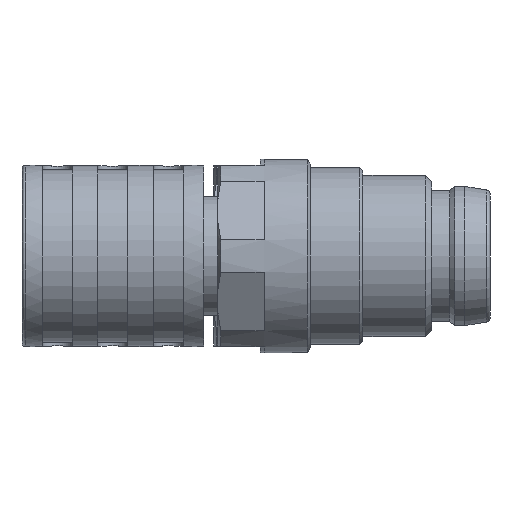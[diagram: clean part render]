
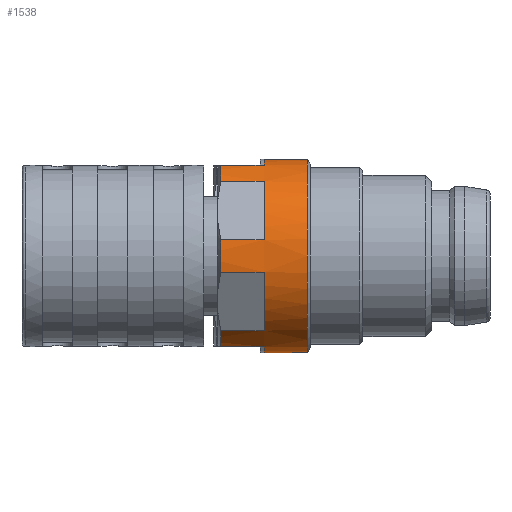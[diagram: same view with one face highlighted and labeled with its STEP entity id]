
A CAD part, front view. The second image highlights one B-rep face of the part: STEP entity #1538.
In plain terms, the highlighted cylindrical face has radius 4.8 mm (diameter 9.6 mm), a full revolution.
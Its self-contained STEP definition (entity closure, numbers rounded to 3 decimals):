
#377=LINE('',#8615,#715);
#378=LINE('',#8619,#716);
#379=LINE('',#8620,#717);
#380=LINE('',#8624,#718);
#381=LINE('',#8625,#719);
#382=LINE('',#8629,#720);
#383=LINE('',#8630,#721);
#384=LINE('',#8634,#722);
#385=LINE('',#8635,#723);
#386=LINE('',#8639,#724);
#387=LINE('',#8640,#725);
#388=LINE('',#8644,#726);
#715=VECTOR('',#6874,1.);
#716=VECTOR('',#6877,1.);
#717=VECTOR('',#6878,1.);
#718=VECTOR('',#6881,1.);
#719=VECTOR('',#6882,1.);
#720=VECTOR('',#6885,1.);
#721=VECTOR('',#6886,1.);
#722=VECTOR('',#6889,1.);
#723=VECTOR('',#6890,1.);
#724=VECTOR('',#6893,1.);
#725=VECTOR('',#6894,1.);
#726=VECTOR('',#6897,1.);
#1538=ADVANCED_FACE('',(#1874,#1875),#1717,.T.);
#1717=CYLINDRICAL_SURFACE('',#5629,4.8);
#1874=FACE_BOUND('',#2186,.T.);
#1875=FACE_BOUND('',#2187,.T.);
#2186=EDGE_LOOP('',(#3252));
#2187=EDGE_LOOP('',(#3253,#3254,#3255,#3256,#3257,#3258,#3259,#3260,#3261,
#3262,#3263,#3264,#3265,#3266,#3267,#3268,#3269,#3270,#3271,#3272,#3273,
#3274,#3275,#3276));
#3252=ORIENTED_EDGE('',*,*,#4703,.T.);
#3253=ORIENTED_EDGE('',*,*,#4716,.F.);
#3254=ORIENTED_EDGE('',*,*,#4717,.T.);
#3255=ORIENTED_EDGE('',*,*,#4718,.F.);
#3256=ORIENTED_EDGE('',*,*,#4715,.T.);
#3257=ORIENTED_EDGE('',*,*,#4719,.F.);
#3258=ORIENTED_EDGE('',*,*,#4720,.T.);
#3259=ORIENTED_EDGE('',*,*,#4721,.F.);
#3260=ORIENTED_EDGE('',*,*,#4705,.T.);
#3261=ORIENTED_EDGE('',*,*,#4722,.F.);
#3262=ORIENTED_EDGE('',*,*,#4723,.T.);
#3263=ORIENTED_EDGE('',*,*,#4724,.F.);
#3264=ORIENTED_EDGE('',*,*,#4707,.T.);
#3265=ORIENTED_EDGE('',*,*,#4725,.F.);
#3266=ORIENTED_EDGE('',*,*,#4726,.T.);
#3267=ORIENTED_EDGE('',*,*,#4727,.F.);
#3268=ORIENTED_EDGE('',*,*,#4709,.T.);
#3269=ORIENTED_EDGE('',*,*,#4728,.F.);
#3270=ORIENTED_EDGE('',*,*,#4729,.T.);
#3271=ORIENTED_EDGE('',*,*,#4730,.F.);
#3272=ORIENTED_EDGE('',*,*,#4711,.T.);
#3273=ORIENTED_EDGE('',*,*,#4731,.F.);
#3274=ORIENTED_EDGE('',*,*,#4732,.T.);
#3275=ORIENTED_EDGE('',*,*,#4733,.F.);
#3276=ORIENTED_EDGE('',*,*,#4713,.T.);
#4066=VERTEX_POINT('',#8583);
#4067=VERTEX_POINT('',#8586);
#4068=VERTEX_POINT('',#8587);
#4069=VERTEX_POINT('',#8591);
#4070=VERTEX_POINT('',#8592);
#4071=VERTEX_POINT('',#8596);
#4072=VERTEX_POINT('',#8597);
#4073=VERTEX_POINT('',#8601);
#4074=VERTEX_POINT('',#8602);
#4075=VERTEX_POINT('',#8606);
#4076=VERTEX_POINT('',#8607);
#4077=VERTEX_POINT('',#8611);
#4078=VERTEX_POINT('',#8612);
#4079=VERTEX_POINT('',#8616);
#4080=VERTEX_POINT('',#8618);
#4081=VERTEX_POINT('',#8621);
#4082=VERTEX_POINT('',#8623);
#4083=VERTEX_POINT('',#8626);
#4084=VERTEX_POINT('',#8628);
#4085=VERTEX_POINT('',#8631);
#4086=VERTEX_POINT('',#8633);
#4087=VERTEX_POINT('',#8636);
#4088=VERTEX_POINT('',#8638);
#4089=VERTEX_POINT('',#8641);
#4090=VERTEX_POINT('',#8643);
#4703=EDGE_CURVE('',#4066,#4066,#5131,.T.);
#4705=EDGE_CURVE('',#4067,#4068,#5132,.T.);
#4707=EDGE_CURVE('',#4069,#4070,#5133,.T.);
#4709=EDGE_CURVE('',#4071,#4072,#5134,.T.);
#4711=EDGE_CURVE('',#4073,#4074,#5135,.T.);
#4713=EDGE_CURVE('',#4075,#4076,#5136,.T.);
#4715=EDGE_CURVE('',#4077,#4078,#5137,.T.);
#4716=EDGE_CURVE('',#4079,#4076,#377,.T.);
#4717=EDGE_CURVE('',#4079,#4080,#5138,.T.);
#4718=EDGE_CURVE('',#4077,#4080,#378,.T.);
#4719=EDGE_CURVE('',#4081,#4078,#379,.T.);
#4720=EDGE_CURVE('',#4081,#4082,#5139,.T.);
#4721=EDGE_CURVE('',#4067,#4082,#380,.T.);
#4722=EDGE_CURVE('',#4083,#4068,#381,.T.);
#4723=EDGE_CURVE('',#4083,#4084,#5140,.T.);
#4724=EDGE_CURVE('',#4069,#4084,#382,.T.);
#4725=EDGE_CURVE('',#4085,#4070,#383,.T.);
#4726=EDGE_CURVE('',#4085,#4086,#5141,.T.);
#4727=EDGE_CURVE('',#4071,#4086,#384,.T.);
#4728=EDGE_CURVE('',#4087,#4072,#385,.T.);
#4729=EDGE_CURVE('',#4087,#4088,#5142,.T.);
#4730=EDGE_CURVE('',#4073,#4088,#386,.T.);
#4731=EDGE_CURVE('',#4089,#4074,#387,.T.);
#4732=EDGE_CURVE('',#4089,#4090,#5143,.T.);
#4733=EDGE_CURVE('',#4075,#4090,#388,.T.);
#5131=CIRCLE('',#5609,4.8);
#5132=CIRCLE('',#5611,4.8);
#5133=CIRCLE('',#5613,4.8);
#5134=CIRCLE('',#5615,4.8);
#5135=CIRCLE('',#5617,4.8);
#5136=CIRCLE('',#5619,4.8);
#5137=CIRCLE('',#5621,4.8);
#5138=CIRCLE('',#5623,4.8);
#5139=CIRCLE('',#5624,4.8);
#5140=CIRCLE('',#5625,4.8);
#5141=CIRCLE('',#5626,4.8);
#5142=CIRCLE('',#5627,4.8);
#5143=CIRCLE('',#5628,4.8);
#5609=AXIS2_PLACEMENT_3D('',#8582,#6840,#6841);
#5611=AXIS2_PLACEMENT_3D('',#8588,#6845,#6846);
#5613=AXIS2_PLACEMENT_3D('',#8593,#6850,#6851);
#5615=AXIS2_PLACEMENT_3D('',#8598,#6855,#6856);
#5617=AXIS2_PLACEMENT_3D('',#8603,#6860,#6861);
#5619=AXIS2_PLACEMENT_3D('',#8608,#6865,#6866);
#5621=AXIS2_PLACEMENT_3D('',#8613,#6870,#6871);
#5623=AXIS2_PLACEMENT_3D('',#8617,#6875,#6876);
#5624=AXIS2_PLACEMENT_3D('',#8622,#6879,#6880);
#5625=AXIS2_PLACEMENT_3D('',#8627,#6883,#6884);
#5626=AXIS2_PLACEMENT_3D('',#8632,#6887,#6888);
#5627=AXIS2_PLACEMENT_3D('',#8637,#6891,#6892);
#5628=AXIS2_PLACEMENT_3D('',#8642,#6895,#6896);
#5629=AXIS2_PLACEMENT_3D('',#8645,#6898,#6899);
#6840=DIRECTION('',(-1.,0.,0.));
#6841=DIRECTION('',(0.,0.,1.));
#6845=DIRECTION('',(1.,0.,0.));
#6846=DIRECTION('',(0.,0.,1.));
#6850=DIRECTION('',(1.,0.,0.));
#6851=DIRECTION('',(0.,0.,1.));
#6855=DIRECTION('',(1.,0.,0.));
#6856=DIRECTION('',(0.,0.,1.));
#6860=DIRECTION('',(1.,0.,0.));
#6861=DIRECTION('',(0.,0.,1.));
#6865=DIRECTION('',(1.,0.,0.));
#6866=DIRECTION('',(0.,0.,1.));
#6870=DIRECTION('',(1.,0.,0.));
#6871=DIRECTION('',(0.,0.,1.));
#6874=DIRECTION('',(1.,0.,0.));
#6875=DIRECTION('',(1.,0.,0.));
#6876=DIRECTION('',(0.,0.,1.));
#6877=DIRECTION('',(-1.,0.,0.));
#6878=DIRECTION('',(1.,0.,0.));
#6879=DIRECTION('',(1.,0.,0.));
#6880=DIRECTION('',(0.,0.,1.));
#6881=DIRECTION('',(-1.,0.,0.));
#6882=DIRECTION('',(1.,0.,0.));
#6883=DIRECTION('',(1.,0.,0.));
#6884=DIRECTION('',(0.,0.,1.));
#6885=DIRECTION('',(-1.,0.,0.));
#6886=DIRECTION('',(1.,0.,0.));
#6887=DIRECTION('',(1.,0.,0.));
#6888=DIRECTION('',(0.,0.,1.));
#6889=DIRECTION('',(-1.,0.,0.));
#6890=DIRECTION('',(1.,0.,0.));
#6891=DIRECTION('',(1.,0.,0.));
#6892=DIRECTION('',(0.,0.,1.));
#6893=DIRECTION('',(-1.,0.,0.));
#6894=DIRECTION('',(1.,0.,0.));
#6895=DIRECTION('',(1.,0.,0.));
#6896=DIRECTION('',(0.,0.,1.));
#6897=DIRECTION('',(-1.,0.,0.));
#6898=DIRECTION('',(1.,0.,0.));
#6899=DIRECTION('',(0.,0.,1.));
#8582=CARTESIAN_POINT('',(100.55,6.5,7.1));
#8583=CARTESIAN_POINT('',(100.55,6.5,11.9));
#8586=CARTESIAN_POINT('',(98.4,9.562,3.403));
#8587=CARTESIAN_POINT('',(98.4,11.232,6.297));
#8588=CARTESIAN_POINT('',(98.4,6.5,7.1));
#8591=CARTESIAN_POINT('',(98.4,11.232,7.903));
#8592=CARTESIAN_POINT('',(98.4,9.562,10.797));
#8593=CARTESIAN_POINT('',(98.4,6.5,7.1));
#8596=CARTESIAN_POINT('',(98.4,8.17,11.6));
#8597=CARTESIAN_POINT('',(98.4,4.83,11.6));
#8598=CARTESIAN_POINT('',(98.4,6.5,7.1));
#8601=CARTESIAN_POINT('',(98.4,3.438,10.797));
#8602=CARTESIAN_POINT('',(98.4,1.768,7.903));
#8603=CARTESIAN_POINT('',(98.4,6.5,7.1));
#8606=CARTESIAN_POINT('',(98.4,1.768,6.297));
#8607=CARTESIAN_POINT('',(98.4,3.438,3.403));
#8608=CARTESIAN_POINT('',(98.4,6.5,7.1));
#8611=CARTESIAN_POINT('',(98.4,4.83,2.6));
#8612=CARTESIAN_POINT('',(98.4,8.17,2.6));
#8613=CARTESIAN_POINT('',(98.4,6.5,7.1));
#8615=CARTESIAN_POINT('',(128.1,3.438,3.403));
#8616=CARTESIAN_POINT('',(96.25,3.438,3.403));
#8617=CARTESIAN_POINT('',(96.25,6.5,7.1));
#8618=CARTESIAN_POINT('',(96.25,4.83,2.6));
#8619=CARTESIAN_POINT('',(128.1,4.83,2.6));
#8620=CARTESIAN_POINT('',(128.1,8.17,2.6));
#8621=CARTESIAN_POINT('',(96.25,8.17,2.6));
#8622=CARTESIAN_POINT('',(96.25,6.5,7.1));
#8623=CARTESIAN_POINT('',(96.25,9.562,3.403));
#8624=CARTESIAN_POINT('',(128.1,9.562,3.403));
#8625=CARTESIAN_POINT('',(128.1,11.232,6.297));
#8626=CARTESIAN_POINT('',(96.25,11.232,6.297));
#8627=CARTESIAN_POINT('',(96.25,6.5,7.1));
#8628=CARTESIAN_POINT('',(96.25,11.232,7.903));
#8629=CARTESIAN_POINT('',(128.1,11.232,7.903));
#8630=CARTESIAN_POINT('',(128.1,9.562,10.797));
#8631=CARTESIAN_POINT('',(96.25,9.562,10.797));
#8632=CARTESIAN_POINT('',(96.25,6.5,7.1));
#8633=CARTESIAN_POINT('',(96.25,8.17,11.6));
#8634=CARTESIAN_POINT('',(128.1,8.17,11.6));
#8635=CARTESIAN_POINT('',(128.1,4.83,11.6));
#8636=CARTESIAN_POINT('',(96.25,4.83,11.6));
#8637=CARTESIAN_POINT('',(96.25,6.5,7.1));
#8638=CARTESIAN_POINT('',(96.25,3.438,10.797));
#8639=CARTESIAN_POINT('',(128.1,3.438,10.797));
#8640=CARTESIAN_POINT('',(128.1,1.768,7.903));
#8641=CARTESIAN_POINT('',(96.25,1.768,7.903));
#8642=CARTESIAN_POINT('',(96.25,6.5,7.1));
#8643=CARTESIAN_POINT('',(96.25,1.768,6.297));
#8644=CARTESIAN_POINT('',(128.1,1.768,6.297));
#8645=CARTESIAN_POINT('',(128.1,6.5,7.1));
